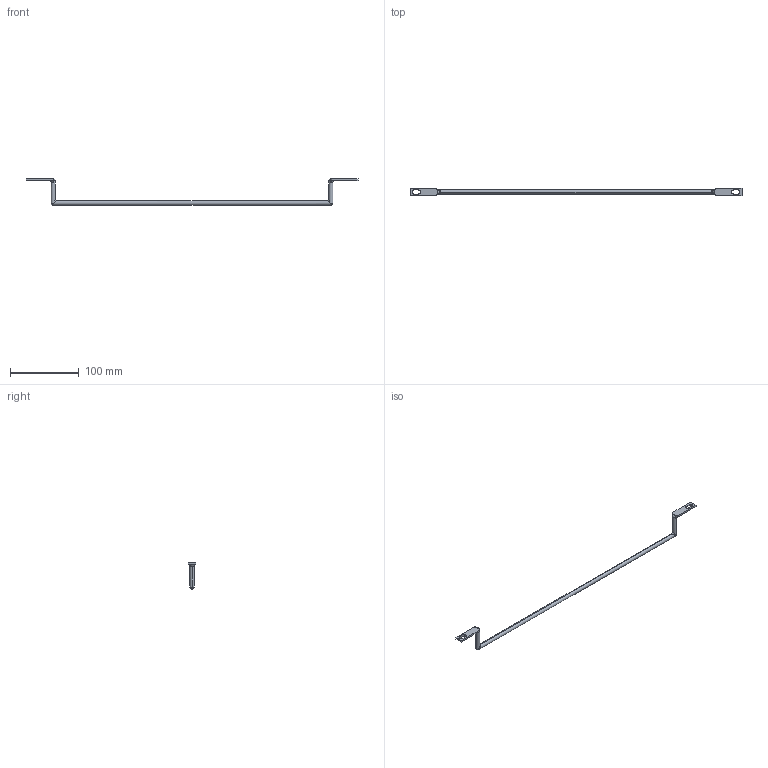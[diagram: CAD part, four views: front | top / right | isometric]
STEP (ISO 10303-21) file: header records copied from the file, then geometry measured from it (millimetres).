
FILE_DESCRIPTION (( 'STEP AP214' ), '1' );
FILE_NAME ('RP00006-10.STEP', '2018-11-26T20:34:08', ( '' ), ( '' ), 'SwSTEP 2.0', 'SolidWorks 2017', '' );
FILE_SCHEMA (( 'AUTOMOTIVE_DESIGN' ));
Length unit declared in the file: inch
Products named in the file (1): RP00006-10
Bounding box: 483 x 11 x 38.1 mm (x, y, z)
Volume: 15171 mm3; surface area: 10929 mm2
Topology: 1 solids, 1 shells, 47 faces, 134 edges, 79 vertices
Faces by surface type: plane 18, cylinder 16, sphere 6, bspline 4, torus 3
Entity records: 2114 total; most frequent: CARTESIAN_POINT 735, ORIENTED_EDGE 248, DIRECTION 232, EDGE_CURVE 124, AXIS2_PLACEMENT_3D 88, VERTEX_POINT 79, LINE 56, VECTOR 56
